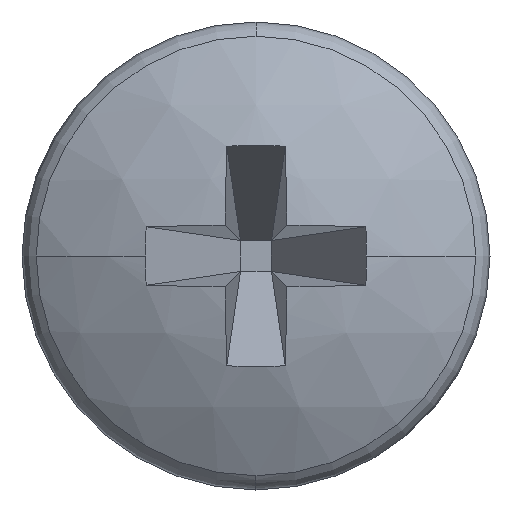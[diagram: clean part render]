
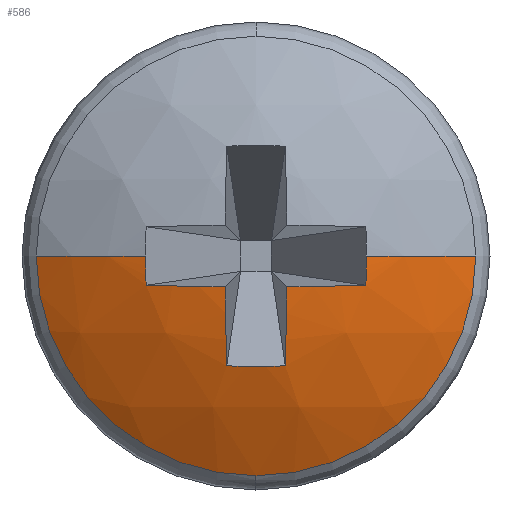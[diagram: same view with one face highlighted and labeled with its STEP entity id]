
A CAD part, left-side view. The second image highlights one B-rep face of the part: STEP entity #586.
In plain terms, the highlighted spherical face has radius 5 mm.
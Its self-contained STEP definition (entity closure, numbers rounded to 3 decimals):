
#2 = CIRCLE ( 'NONE', #689, 4.998 ) ;
#5 = FACE_OUTER_BOUND ( 'NONE', #395, .T. ) ;
#9 = CARTESIAN_POINT ( 'NONE',  ( 3.984, 0., 1.414 ) ) ;
#13 = CARTESIAN_POINT ( 'NONE',  ( 4.984, 0., 0.154 ) ) ;
#20 = VERTEX_POINT ( 'NONE', #161 ) ;
#23 = CIRCLE ( 'NONE', #560, 5. ) ;
#26 = AXIS2_PLACEMENT_3D ( 'NONE', #705, #493, #382 ) ;
#29 = DIRECTION ( 'NONE',  ( 0., 0., 1. ) ) ;
#37 = DIRECTION ( 'NONE',  ( 0., 1., 0. ) ) ;
#41 = CARTESIAN_POINT ( 'NONE',  ( 4.984, 0.154, 0. ) ) ;
#47 = CIRCLE ( 'NONE', #636, 4.998 ) ;
#60 = DIRECTION ( 'NONE',  ( 0.995, 0., 0.105 ) ) ;
#61 = EDGE_CURVE ( 'NONE', #679, #72, #2, .T. ) ;
#63 = CARTESIAN_POINT ( 'NONE',  ( 0.747, 0., -2.629 ) ) ;
#64 = DIRECTION ( 'NONE',  ( -0.105, 0., 0.995 ) ) ;
#68 = VERTEX_POINT ( 'NONE', #343 ) ;
#69 = CIRCLE ( 'NONE', #614, 4.998 ) ;
#72 = VERTEX_POINT ( 'NONE', #559 ) ;
#85 = EDGE_CURVE ( 'NONE', #20, #317, #421, .T. ) ;
#86 = CARTESIAN_POINT ( 'NONE',  ( 5., 0., 0. ) ) ;
#92 = DIRECTION ( 'NONE',  ( 0., 0., -1. ) ) ;
#99 = DIRECTION ( 'NONE',  ( 0., 0., 1. ) ) ;
#113 = AXIS2_PLACEMENT_3D ( 'NONE', #9, #167, #557 ) ;
#127 = CARTESIAN_POINT ( 'NONE',  ( 0.178, -1.322, 0. ) ) ;
#140 = DIRECTION ( 'NONE',  ( 0.995, -0.105, 0. ) ) ;
#146 = ORIENTED_EDGE ( 'NONE', *, *, #282, .T. ) ;
#154 = AXIS2_PLACEMENT_3D ( 'NONE', #465, #622, #632 ) ;
#157 = ORIENTED_EDGE ( 'NONE', *, *, #484, .T. ) ;
#158 = DIRECTION ( 'NONE',  ( 0., 0., 1. ) ) ;
#161 = CARTESIAN_POINT ( 'NONE',  ( 0.189, -0.35, -1.314 ) ) ;
#167 = DIRECTION ( 'NONE',  ( 0.584, 0., -0.812 ) ) ;
#174 = CARTESIAN_POINT ( 'NONE',  ( 0.747, 2.629, 0. ) ) ;
#176 = EDGE_CURVE ( 'NONE', #504, #68, #323, .T. ) ;
#186 = CARTESIAN_POINT ( 'NONE',  ( 0.747, 0., 0. ) ) ;
#190 = ORIENTED_EDGE ( 'NONE', *, *, #176, .F. ) ;
#196 = CARTESIAN_POINT ( 'NONE',  ( 4.984, -0.154, 0. ) ) ;
#201 = CARTESIAN_POINT ( 'NONE',  ( 0.747, -2.629, 0. ) ) ;
#205 = AXIS2_PLACEMENT_3D ( 'NONE', #568, #64, #685 ) ;
#214 = DIRECTION ( 'NONE',  ( 1., 0., 0. ) ) ;
#230 = AXIS2_PLACEMENT_3D ( 'NONE', #691, #640, #99 ) ;
#250 = ORIENTED_EDGE ( 'NONE', *, *, #85, .T. ) ;
#259 = ORIENTED_EDGE ( 'NONE', *, *, #714, .F. ) ;
#282 = EDGE_CURVE ( 'NONE', #510, #538, #285, .T. ) ;
#285 = CIRCLE ( 'NONE', #507, 2.629 ) ;
#291 = ORIENTED_EDGE ( 'NONE', *, *, #369, .T. ) ;
#297 = CIRCLE ( 'NONE', #26, 4.687 ) ;
#300 = ORIENTED_EDGE ( 'NONE', *, *, #666, .T. ) ;
#317 = VERTEX_POINT ( 'NONE', #642 ) ;
#322 = CARTESIAN_POINT ( 'NONE',  ( 0.027, -0.367, -0.367 ) ) ;
#323 = CIRCLE ( 'NONE', #205, 4.998 ) ;
#343 = CARTESIAN_POINT ( 'NONE',  ( 0.027, 0.367, -0.367 ) ) ;
#369 = EDGE_CURVE ( 'NONE', #538, #681, #713, .T. ) ;
#382 = DIRECTION ( 'NONE',  ( -0.812, 0.584, 0. ) ) ;
#395 = EDGE_LOOP ( 'NONE', ( #146, #291, #300, #157, #646, #259, #250, #479, #190, #672, #556 ) ) ;
#402 = DIRECTION ( 'NONE',  ( -0.105, 0., 0.995 ) ) ;
#408 = EDGE_CURVE ( 'NONE', #510, #635, #673, .T. ) ;
#421 = CIRCLE ( 'NONE', #113, 4.687 ) ;
#431 = VERTEX_POINT ( 'NONE', #127 ) ;
#465 = CARTESIAN_POINT ( 'NONE',  ( 3.984, 1.414, 0. ) ) ;
#479 = ORIENTED_EDGE ( 'NONE', *, *, #550, .F. ) ;
#483 = AXIS2_PLACEMENT_3D ( 'NONE', #577, #584, #537 ) ;
#484 = EDGE_CURVE ( 'NONE', #431, #72, #519, .T. ) ;
#493 = DIRECTION ( 'NONE',  ( 0.584, 0.812, 0. ) ) ;
#502 = CARTESIAN_POINT ( 'NONE',  ( 5., 0., 0. ) ) ;
#504 = VERTEX_POINT ( 'NONE', #513 ) ;
#507 = AXIS2_PLACEMENT_3D ( 'NONE', #186, #588, #29 ) ;
#510 = VERTEX_POINT ( 'NONE', #174 ) ;
#513 = CARTESIAN_POINT ( 'NONE',  ( 0.189, 1.314, -0.35 ) ) ;
#519 = CIRCLE ( 'NONE', #154, 4.687 ) ;
#537 = DIRECTION ( 'NONE',  ( 0., 1., 0. ) ) ;
#538 = VERTEX_POINT ( 'NONE', #63 ) ;
#544 = DIRECTION ( 'NONE',  ( -0.105, 0.995, 0. ) ) ;
#546 = AXIS2_PLACEMENT_3D ( 'NONE', #502, #158, #214 ) ;
#550 = EDGE_CURVE ( 'NONE', #68, #317, #69, .T. ) ;
#556 = ORIENTED_EDGE ( 'NONE', *, *, #408, .F. ) ;
#557 = DIRECTION ( 'NONE',  ( -0.812, 0., -0.584 ) ) ;
#559 = CARTESIAN_POINT ( 'NONE',  ( 0.189, -1.314, -0.35 ) ) ;
#560 = AXIS2_PLACEMENT_3D ( 'NONE', #86, #92, #37 ) ;
#568 = CARTESIAN_POINT ( 'NONE',  ( 4.984, 0., 0.154 ) ) ;
#575 = SPHERICAL_SURFACE ( 'NONE', #483, 5. ) ;
#577 = CARTESIAN_POINT ( 'NONE',  ( 5., 0., 0. ) ) ;
#584 = DIRECTION ( 'NONE',  ( 0., 0., -1. ) ) ;
#586 = ADVANCED_FACE ( 'NONE', ( #5 ), #575, .T. ) ;
#588 = DIRECTION ( 'NONE',  ( -1., 0., 0. ) ) ;
#597 = CARTESIAN_POINT ( 'NONE',  ( 0.178, 1.322, 0. ) ) ;
#614 = AXIS2_PLACEMENT_3D ( 'NONE', #196, #637, #140 ) ;
#622 = DIRECTION ( 'NONE',  ( 0.584, -0.812, 0. ) ) ;
#632 = DIRECTION ( 'NONE',  ( 0.812, 0.584, 0. ) ) ;
#635 = VERTEX_POINT ( 'NONE', #597 ) ;
#636 = AXIS2_PLACEMENT_3D ( 'NONE', #41, #544, #649 ) ;
#637 = DIRECTION ( 'NONE',  ( -0.105, -0.995, 0. ) ) ;
#640 = DIRECTION ( 'NONE',  ( -1., 0., 0. ) ) ;
#642 = CARTESIAN_POINT ( 'NONE',  ( 0.189, 0.35, -1.314 ) ) ;
#646 = ORIENTED_EDGE ( 'NONE', *, *, #61, .F. ) ;
#649 = DIRECTION ( 'NONE',  ( -0.995, -0.105, 0. ) ) ;
#666 = EDGE_CURVE ( 'NONE', #681, #431, #23, .T. ) ;
#672 = ORIENTED_EDGE ( 'NONE', *, *, #699, .T. ) ;
#673 = CIRCLE ( 'NONE', #546, 5. ) ;
#679 = VERTEX_POINT ( 'NONE', #322 ) ;
#681 = VERTEX_POINT ( 'NONE', #201 ) ;
#685 = DIRECTION ( 'NONE',  ( 0.995, 0., 0.105 ) ) ;
#689 = AXIS2_PLACEMENT_3D ( 'NONE', #13, #402, #60 ) ;
#691 = CARTESIAN_POINT ( 'NONE',  ( 0.747, 0., 0. ) ) ;
#699 = EDGE_CURVE ( 'NONE', #504, #635, #297, .T. ) ;
#705 = CARTESIAN_POINT ( 'NONE',  ( 3.984, -1.414, 0. ) ) ;
#713 = CIRCLE ( 'NONE', #230, 2.629 ) ;
#714 = EDGE_CURVE ( 'NONE', #20, #679, #47, .T. ) ;
